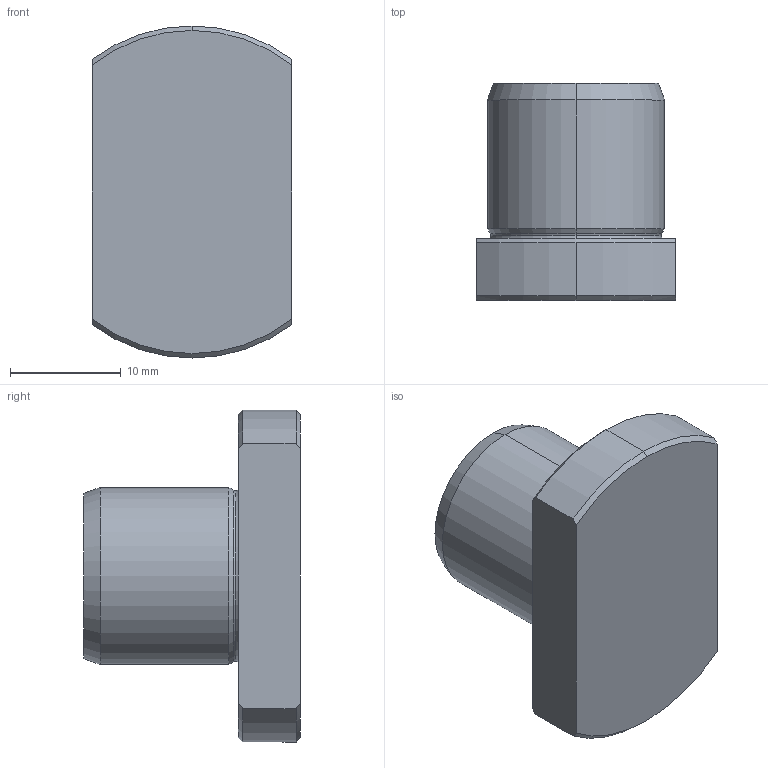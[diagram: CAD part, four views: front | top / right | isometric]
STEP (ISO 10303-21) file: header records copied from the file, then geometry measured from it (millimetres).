
FILE_DESCRIPTION (( 'STEP AP214' ), '1' );
FILE_NAME ('704 163 Nutenstein mit Stift (Nut 18) ø16 033-351.STEP', '2015-01-30T12:26:48', ( 'stark' ), ( '' ), 'SwSTEP 2.0', 'SolidWorks 2015', '' );
FILE_SCHEMA (( 'AUTOMOTIVE_DESIGN' ));
Length unit declared in the file: millimetre
Products named in the file (1): 704 163 Nutenstein mit Stift (Nut 18) ø16 033-351
Bounding box: 18 x 19.6 x 30 mm (x, y, z)
Volume: 5606.8 mm3; surface area: 2174 mm2
Topology: 1 solids, 1 shells, 26 faces, 58 edges, 35 vertices
Faces by surface type: cone 12, cylinder 5, plane 5, torus 4
Entity records: 767 total; most frequent: CARTESIAN_POINT 144, DIRECTION 135, ORIENTED_EDGE 116, AXIS2_PLACEMENT_3D 58, EDGE_CURVE 58, VERTEX_POINT 35, CIRCLE 31, EDGE_LOOP 27
